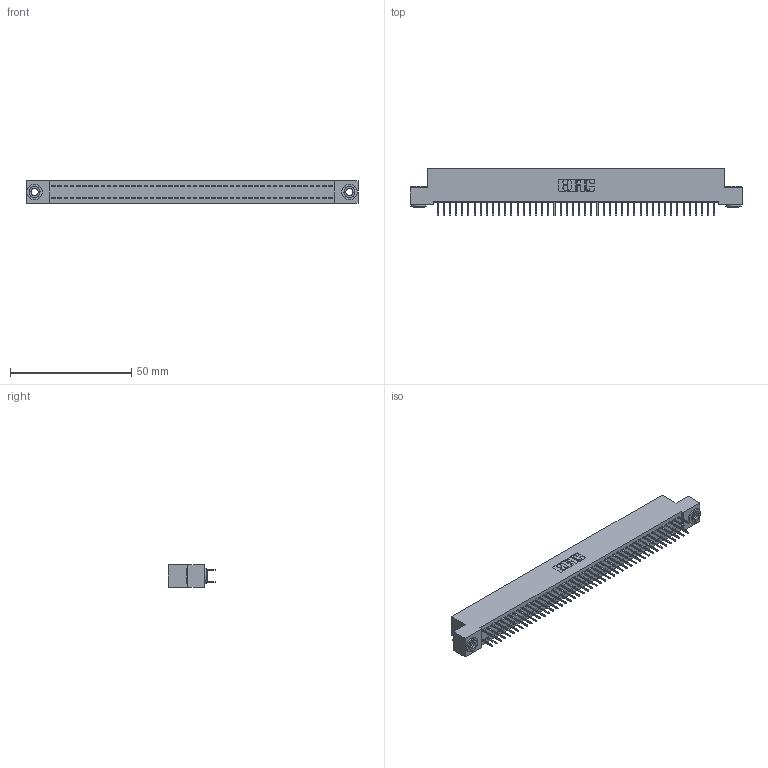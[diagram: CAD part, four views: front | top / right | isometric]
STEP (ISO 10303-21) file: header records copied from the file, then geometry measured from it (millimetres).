
FILE_DESCRIPTION (( 'STEP AP203' ), '1' );
FILE_NAME ('392-092-524-203.STEP', '2018-08-18T07:50:01', ( '' ), ( '' ), 'SwSTEP 2.0', 'SolidWorks 2016', '' );
FILE_SCHEMA (( 'CONFIG_CONTROL_DESIGN' ));
Length unit declared in the file: inch
Products named in the file (4): 342 Part_.156 TH; 345-292-001_345-293-124; 342-250-002_345-250-002-102; 392-092-524-203
Assembly tree (95 placements, depth 2):
  392-092-524-203
    342 Part_.156 TH
    345-292-001_345-293-124  x92
    342-250-002_345-250-002-102  x2
Bounding box: 137.16 x 19.69 x 9.4 mm (x, y, z)
Volume: 12226.3 mm3; surface area: 19851.9 mm2
Topology: 95 solids, 95 shells, 5300 faces, 15003 edges, 9630 vertices
Faces by surface type: plane 3940, cylinder 1352, cone 8
Entity records: 29668 total; most frequent: CARTESIAN_POINT 4885, ORIENTED_EDGE 4814, DIRECTION 4201, EDGE_CURVE 2407, VECTOR 2259, LINE 2259, VERTEX_POINT 1598, AXIS2_PLACEMENT_3D 971
